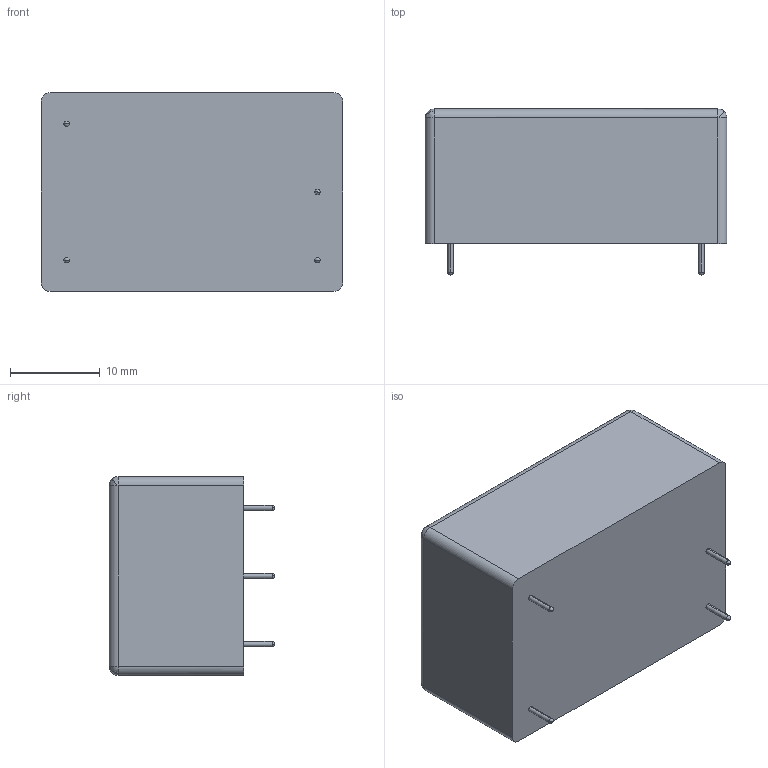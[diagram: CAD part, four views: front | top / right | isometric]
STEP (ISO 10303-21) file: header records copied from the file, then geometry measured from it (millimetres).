
FILE_DESCRIPTION (( 'STEP AP214' ), '1' );
FILE_NAME ('User Library-IRM-02.STEP', '2021-08-20T11:39:23', ( '' ), ( '' ), 'SwSTEP 2.0', 'SolidWorks 2021', '' );
FILE_SCHEMA (( 'AUTOMOTIVE_DESIGN' ));
Length unit declared in the file: millimetre
Products named in the file (1): User Library-IRM-02
Bounding box: 33.7 x 18.5 x 22.2 mm (x, y, z)
Volume: 11189.7 mm3; surface area: 3123.4 mm2
Topology: 1 solids, 1 shells, 38 faces, 108 edges, 52 vertices
Faces by surface type: bspline 16, cylinder 16, plane 6
Entity records: 1584 total; most frequent: CARTESIAN_POINT 503, DIRECTION 170, ORIENTED_EDGE 168, EDGE_CURVE 84, AXIS2_PLACEMENT_3D 71, VERTEX_POINT 52, CIRCLE 48, EDGE_LOOP 42
